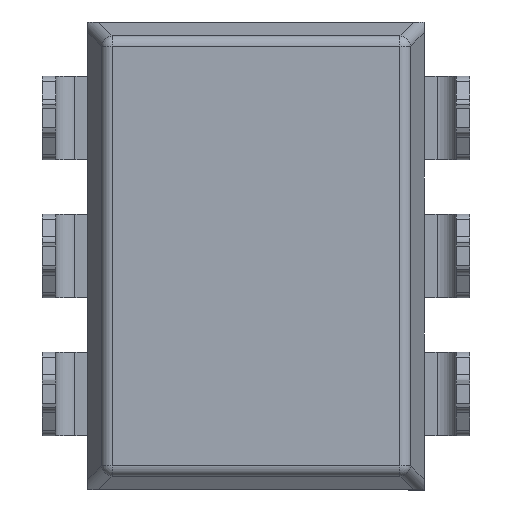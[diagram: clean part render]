
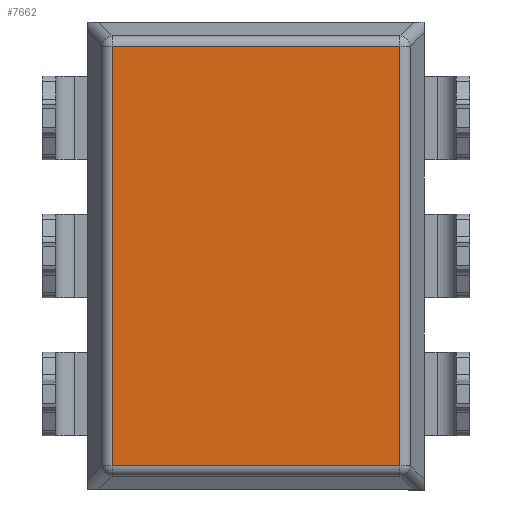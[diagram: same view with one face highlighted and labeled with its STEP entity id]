
A CAD part, front view. The second image highlights one B-rep face of the part: STEP entity #7662.
In plain terms, the highlighted planar face has unit normal (0, -1, 0).
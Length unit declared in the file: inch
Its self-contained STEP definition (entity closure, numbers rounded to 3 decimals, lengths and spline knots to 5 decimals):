
#153 = ORIENTED_EDGE ( 'NONE', *, *, #7603, .T. ) ;
#809 = LINE ( 'NONE', #5262, #9034 ) ;
#1043 = CARTESIAN_POINT ( 'NONE',  ( 0.45781, -0.00421, -0.20959 ) ) ;
#1418 = DIRECTION ( 'NONE',  ( 0., 0., -1. ) ) ;
#1508 = CARTESIAN_POINT ( 'NONE',  ( 0.45781, -0.00421, -0.00556 ) ) ;
#1524 = DIRECTION ( 'NONE',  ( 0., 0., 1. ) ) ;
#1608 = ORIENTED_EDGE ( 'NONE', *, *, #8850, .F. ) ;
#2168 = LINE ( 'NONE', #5855, #7286 ) ;
#3542 = ORIENTED_EDGE ( 'NONE', *, *, #9364, .T. ) ;
#4306 = CARTESIAN_POINT ( 'NONE',  ( 0.24905, -0.00421, -0.30959 ) ) ;
#4414 = DIRECTION ( 'NONE',  ( -1., 0., 0. ) ) ;
#4706 = VERTEX_POINT ( 'NONE', #4306 ) ;
#5262 = CARTESIAN_POINT ( 'NONE',  ( 0.45781, -0.00421, -0.00556 ) ) ;
#5528 = AXIS2_PLACEMENT_3D ( 'NONE', #6190, #9718, #1524 ) ;
#5855 = CARTESIAN_POINT ( 'NONE',  ( 0.45781, -0.00421, -0.30959 ) ) ;
#5893 = EDGE_CURVE ( 'NONE', #6926, #7860, #809, .T. ) ;
#6190 = CARTESIAN_POINT ( 'NONE',  ( 0.24612, -0.00421, -0.40758 ) ) ;
#6206 = ORIENTED_EDGE ( 'NONE', *, *, #5893, .T. ) ;
#6278 = LINE ( 'NONE', #1043, #10770 ) ;
#6926 = VERTEX_POINT ( 'NONE', #1508 ) ;
#7286 = VECTOR ( 'NONE', #11258, 39.37008 ) ;
#7603 = EDGE_CURVE ( 'NONE', #7860, #4706, #8696, .T. ) ;
#7662 = ADVANCED_FACE ( 'NONE', ( #9785 ), #11499, .F. ) ;
#7860 = VERTEX_POINT ( 'NONE', #11142 ) ;
#8317 = VERTEX_POINT ( 'NONE', #11353 ) ;
#8696 = LINE ( 'NONE', #11434, #10693 ) ;
#8850 = EDGE_CURVE ( 'NONE', #8317, #4706, #2168, .T. ) ;
#9034 = VECTOR ( 'NONE', #4414, 39.37008 ) ;
#9147 = DIRECTION ( 'NONE',  ( 0., 0., 1. ) ) ;
#9364 = EDGE_CURVE ( 'NONE', #8317, #6926, #6278, .T. ) ;
#9718 = DIRECTION ( 'NONE',  ( 0., 1., 0. ) ) ;
#9785 = FACE_OUTER_BOUND ( 'NONE', #9846, .T. ) ;
#9846 = EDGE_LOOP ( 'NONE', ( #153, #1608, #3542, #6206 ) ) ;
#10693 = VECTOR ( 'NONE', #1418, 39.37008 ) ;
#10770 = VECTOR ( 'NONE', #9147, 39.37008 ) ;
#11142 = CARTESIAN_POINT ( 'NONE',  ( 0.24905, -0.00421, -0.00556 ) ) ;
#11258 = DIRECTION ( 'NONE',  ( -1., 0., 0. ) ) ;
#11353 = CARTESIAN_POINT ( 'NONE',  ( 0.45781, -0.00421, -0.30959 ) ) ;
#11434 = CARTESIAN_POINT ( 'NONE',  ( 0.24905, -0.00421, -0.00556 ) ) ;
#11499 = PLANE ( 'NONE',  #5528 ) ;
